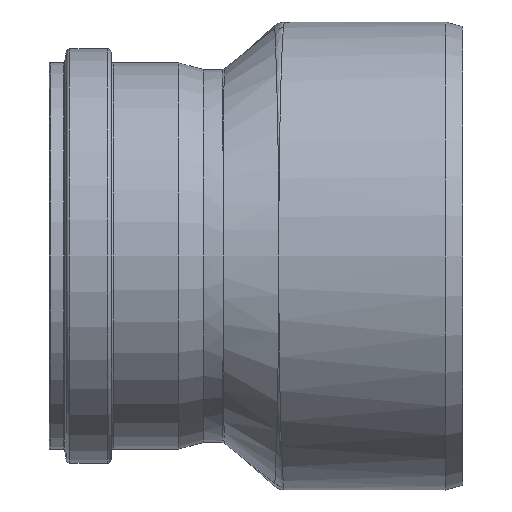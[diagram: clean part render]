
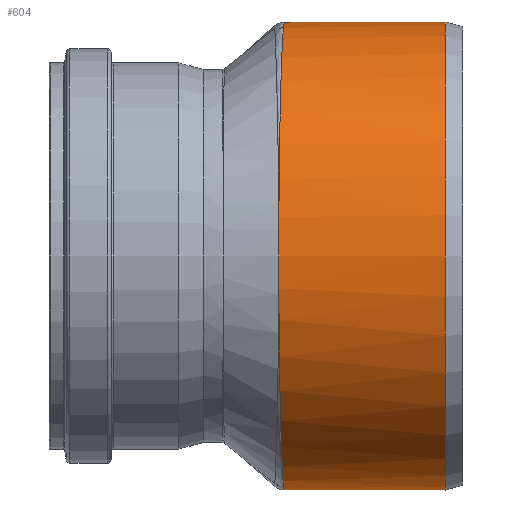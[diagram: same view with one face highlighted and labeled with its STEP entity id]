
A CAD part, left-side view. The second image highlights one B-rep face of the part: STEP entity #604.
In plain terms, the highlighted cylindrical face has radius 200.15 mm (diameter 400.3 mm), a full revolution.
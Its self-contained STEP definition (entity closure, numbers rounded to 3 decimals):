
#57=LINE('',#2583,#75);
#75=VECTOR('',#917,200.15);
#134=CIRCLE('',#715,200.15);
#145=CYLINDRICAL_SURFACE('',#717,200.15);
#181=FACE_OUTER_BOUND('',#220,.T.);
#220=EDGE_LOOP('',(#561,#562,#563,#564,#565));
#227=B_SPLINE_CURVE_WITH_KNOTS('',3,(#1792,#1793,#1794,#1795,#1796,#1797,
#1798,#1799,#1800,#1801,#1802,#1803,#1804,#1805,#1806,#1807,#1808,#1809,
#1810,#1811,#1812,#1813,#1814,#1815,#1816,#1817,#1818,#1819,#1820,#1821,
#1822,#1823,#1824,#1825,#1826,#1827,#1828,#1829,#1830,#1831,#1832,#1833,
#1834,#1835,#1836,#1837),.UNSPECIFIED.,.F.,.F.,(4,2,1,1,1,1,1,1,1,1,1,1,
1,1,1,1,1,1,1,1,1,1,1,1,1,1,1,1,1,1,1,1,1,1,1,1,1,1,1,1,1,1,4),(-3.142,
-3.121,-3.043,-2.965,-2.809,
-2.653,-2.594,-2.575,-2.497,
-2.341,-2.263,-2.204,-2.185,
-2.029,-1.873,-1.821,-1.769,
-1.734,-1.595,-1.456,-1.378,
-1.352,-1.248,-1.19,-1.144,
-1.04,-0.936,-0.897,-0.858,
-0.832,-0.624,-0.575,-0.546,
-0.488,-0.468,-0.419,-0.39,
-0.312,-0.195,-0.166,-0.156,
0.,0.001),.UNSPECIFIED.);
#228=B_SPLINE_CURVE_WITH_KNOTS('',3,(#1838,#1839,#1840,#1841,#1842,#1843,
#1844,#1845,#1846,#1847,#1848,#1849,#1850,#1851,#1852,#1853,#1854,#1855,
#1856,#1857,#1858,#1859,#1860,#1861,#1862,#1863,#1864,#1865,#1866,#1867,
#1868,#1869,#1870,#1871,#1872,#1873,#1874,#1875,#1876,#1877,#1878),
 .UNSPECIFIED.,.F.,.F.,(4,1,1,1,1,1,1,1,1,1,1,1,1,1,1,1,1,1,1,1,1,1,1,1,
1,1,1,1,1,1,1,1,1,1,1,1,2,4),(0.001,0.156,0.185,
0.234,0.312,0.468,0.624,
0.657,0.676,0.728,0.832,
0.897,0.936,1.04,1.144,1.183,
1.248,1.353,1.457,1.613,1.734,
1.803,1.873,1.99,2.029,2.107,
2.185,2.243,2.341,2.497,2.653,
2.682,2.731,2.809,2.887,3.004,
3.121,3.142),.UNSPECIFIED.);
#238=VERTEX_POINT('',#1702);
#240=VERTEX_POINT('',#1791);
#292=VERTEX_POINT('',#2578);
#299=EDGE_CURVE('',#238,#240,#227,.T.);
#300=EDGE_CURVE('',#240,#238,#228,.T.);
#382=EDGE_CURVE('',#292,#292,#134,.T.);
#383=EDGE_CURVE('',#292,#240,#57,.T.);
#561=ORIENTED_EDGE('',*,*,#382,.F.);
#562=ORIENTED_EDGE('',*,*,#383,.T.);
#563=ORIENTED_EDGE('',*,*,#299,.F.);
#564=ORIENTED_EDGE('',*,*,#300,.F.);
#565=ORIENTED_EDGE('',*,*,#383,.F.);
#604=ADVANCED_FACE('',(#181),#145,.T.);
#715=AXIS2_PLACEMENT_3D('',#2580,#911,#912);
#717=AXIS2_PLACEMENT_3D('',#2582,#915,#916);
#911=DIRECTION('center_axis',(0.,-1.,0.));
#912=DIRECTION('ref_axis',(1.,0.,0.));
#915=DIRECTION('center_axis',(0.,-1.,0.));
#916=DIRECTION('ref_axis',(-1.,0.,0.));
#917=DIRECTION('',(0.,1.,0.));
#1702=CARTESIAN_POINT('',(-159.5,157.5,0.));
#1791=CARTESIAN_POINT('',(240.8,150.039,0.001));
#1792=CARTESIAN_POINT('Ctrl Pts',(-159.5,157.5,0.));
#1793=CARTESIAN_POINT('Ctrl Pts',(-159.5,157.5,1.369));
#1794=CARTESIAN_POINT('Ctrl Pts',(-159.486,157.5,2.737));
#1795=CARTESIAN_POINT('Ctrl Pts',(-159.352,157.496,9.283));
#1796=CARTESIAN_POINT('Ctrl Pts',(-158.735,157.479,19.646));
#1797=CARTESIAN_POINT('Ctrl Pts',(-155.908,157.4,40.17));
#1798=CARTESIAN_POINT('Ctrl Pts',(-149.338,157.217,65.55));
#1799=CARTESIAN_POINT('Ctrl Pts',(-139.372,156.94,88.408));
#1800=CARTESIAN_POINT('Ctrl Pts',(-131.667,156.727,101.924));
#1801=CARTESIAN_POINT('Ctrl Pts',(-126.189,156.575,110.725));
#1802=CARTESIAN_POINT('Ctrl Pts',(-116.548,156.31,124.66));
#1803=CARTESIAN_POINT('Ctrl Pts',(-102.658,155.932,140.409));
#1804=CARTESIAN_POINT('Ctrl Pts',(-88.071,155.545,153.471));
#1805=CARTESIAN_POINT('Ctrl Pts',(-79.894,155.332,159.847));
#1806=CARTESIAN_POINT('Ctrl Pts',(-67.271,155.008,168.925));
#1807=CARTESIAN_POINT('Ctrl Pts',(-48.121,154.53,180.31));
#1808=CARTESIAN_POINT('Ctrl Pts',(-25.358,154.004,189.366));
#1809=CARTESIAN_POINT('Ctrl Pts',(-8.702,153.641,194.062));
#1810=CARTESIAN_POINT('Ctrl Pts',(0.277,153.452,196.1));
#1811=CARTESIAN_POINT('Ctrl Pts',(15.074,153.148,198.794));
#1812=CARTESIAN_POINT('Ctrl Pts',(35.95,152.744,200.745));
#1813=CARTESIAN_POINT('Ctrl Pts',(59.75,152.326,199.638));
#1814=CARTESIAN_POINT('Ctrl Pts',(75.665,152.066,197.162));
#1815=CARTESIAN_POINT('Ctrl Pts',(89.257,151.852,194.322));
#1816=CARTESIAN_POINT('Ctrl Pts',(101.43,151.669,190.936));
#1817=CARTESIAN_POINT('Ctrl Pts',(114.496,151.482,186.127));
#1818=CARTESIAN_POINT('Ctrl Pts',(127.284,151.306,180.646));
#1819=CARTESIAN_POINT('Ctrl Pts',(142.229,151.109,172.874));
#1820=CARTESIAN_POINT('Ctrl Pts',(156.01,150.939,163.785));
#1821=CARTESIAN_POINT('Ctrl Pts',(165.67,150.824,156.366));
#1822=CARTESIAN_POINT('Ctrl Pts',(171.017,150.761,151.917));
#1823=CARTESIAN_POINT('Ctrl Pts',(184.664,150.605,139.785));
#1824=CARTESIAN_POINT('Ctrl Pts',(197.19,150.47,125.71));
#1825=CARTESIAN_POINT('Ctrl Pts',(207.976,150.359,109.922));
#1826=CARTESIAN_POINT('Ctrl Pts',(212.819,150.309,102.198));
#1827=CARTESIAN_POINT('Ctrl Pts',(216.355,150.274,95.967));
#1828=CARTESIAN_POINT('Ctrl Pts',(220.236,150.235,88.462));
#1829=CARTESIAN_POINT('Ctrl Pts',(223.017,150.208,82.601));
#1830=CARTESIAN_POINT('Ctrl Pts',(227.091,150.169,73.078));
#1831=CARTESIAN_POINT('Ctrl Pts',(232.233,150.119,59.033));
#1832=CARTESIAN_POINT('Ctrl Pts',(235.989,150.084,44.524));
#1833=CARTESIAN_POINT('Ctrl Pts',(237.851,150.067,34.311));
#1834=CARTESIAN_POINT('Ctrl Pts',(239.928,150.047,21.527));
#1835=CARTESIAN_POINT('Ctrl Pts',(240.796,150.039,10.454));
#1836=CARTESIAN_POINT('Ctrl Pts',(240.8,150.039,0.042));
#1837=CARTESIAN_POINT('Ctrl Pts',(240.8,150.039,0.002));
#1838=CARTESIAN_POINT('Ctrl Pts',(240.8,150.039,0.));
#1839=CARTESIAN_POINT('Ctrl Pts',(240.801,150.039,-10.332));
#1840=CARTESIAN_POINT('Ctrl Pts',(239.849,150.048,-22.596));
#1841=CARTESIAN_POINT('Ctrl Pts',(237.227,150.072,-37.923));
#1842=CARTESIAN_POINT('Ctrl Pts',(235.08,150.092,-48.073));
#1843=CARTESIAN_POINT('Ctrl Pts',(230.042,150.14,-66.183));
#1844=CARTESIAN_POINT('Ctrl Pts',(220.11,150.236,-90.475));
#1845=CARTESIAN_POINT('Ctrl Pts',(208.097,150.357,-110.255));
#1846=CARTESIAN_POINT('Ctrl Pts',(199.854,150.443,-121.339));
#1847=CARTESIAN_POINT('Ctrl Pts',(195.585,150.488,-126.78));
#1848=CARTESIAN_POINT('Ctrl Pts',(188.034,150.569,-135.731));
#1849=CARTESIAN_POINT('Ctrl Pts',(177.613,150.685,-146.284));
#1850=CARTESIAN_POINT('Ctrl Pts',(167.01,150.808,-155.34));
#1851=CARTESIAN_POINT('Ctrl Pts',(155.954,150.94,-163.823));
#1852=CARTESIAN_POINT('Ctrl Pts',(142.225,151.109,-172.876));
#1853=CARTESIAN_POINT('Ctrl Pts',(127.616,151.301,-180.473));
#1854=CARTESIAN_POINT('Ctrl Pts',(114.831,151.477,-185.996));
#1855=CARTESIAN_POINT('Ctrl Pts',(101.772,151.663,-190.847));
#1856=CARTESIAN_POINT('Ctrl Pts',(84.165,151.928,-195.729));
#1857=CARTESIAN_POINT('Ctrl Pts',(60.316,152.314,-199.754));
#1858=CARTESIAN_POINT('Ctrl Pts',(34.674,152.767,-200.718));
#1859=CARTESIAN_POINT('Ctrl Pts',(11.559,153.218,-198.335));
#1860=CARTESIAN_POINT('Ctrl Pts',(-5.369,153.569,-194.951));
#1861=CARTESIAN_POINT('Ctrl Pts',(-21.837,153.926,-190.46));
#1862=CARTESIAN_POINT('Ctrl Pts',(-36.012,154.25,-185.126));
#1863=CARTESIAN_POINT('Ctrl Pts',(-50.209,154.588,-178.473));
#1864=CARTESIAN_POINT('Ctrl Pts',(-61.696,154.869,-172.239));
#1865=CARTESIAN_POINT('Ctrl Pts',(-73.655,155.171,-164.489));
#1866=CARTESIAN_POINT('Ctrl Pts',(-86.131,155.494,-155.142));
#1867=CARTESIAN_POINT('Ctrl Pts',(-101.856,155.91,-141.334));
#1868=CARTESIAN_POINT('Ctrl Pts',(-120.071,156.406,-120.64));
#1869=CARTESIAN_POINT('Ctrl Pts',(-132.24,156.742,-101.494));
#1870=CARTESIAN_POINT('Ctrl Pts',(-139.391,156.941,-87.558));
#1871=CARTESIAN_POINT('Ctrl Pts',(-143.792,157.063,-78.076));
#1872=CARTESIAN_POINT('Ctrl Pts',(-148.777,157.202,-65.27));
#1873=CARTESIAN_POINT('Ctrl Pts',(-154.052,157.349,-47.743));
#1874=CARTESIAN_POINT('Ctrl Pts',(-158.074,157.46,-27.392));
#1875=CARTESIAN_POINT('Ctrl Pts',(-159.301,157.494,-11.841));
#1876=CARTESIAN_POINT('Ctrl Pts',(-159.486,157.5,-2.717));
#1877=CARTESIAN_POINT('Ctrl Pts',(-159.5,157.5,-1.358));
#1878=CARTESIAN_POINT('Ctrl Pts',(-159.5,157.5,0.));
#2578=CARTESIAN_POINT('',(240.8,15.,0.));
#2580=CARTESIAN_POINT('Origin',(40.65,15.,0.));
#2582=CARTESIAN_POINT('Origin',(40.65,86.25,0.));
#2583=CARTESIAN_POINT('',(240.8,86.25,0.));
